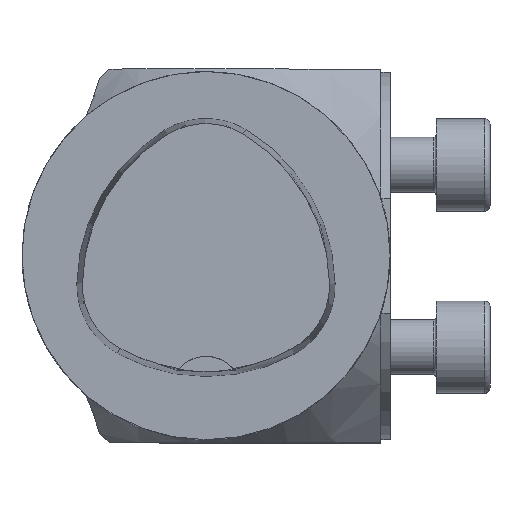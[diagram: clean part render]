
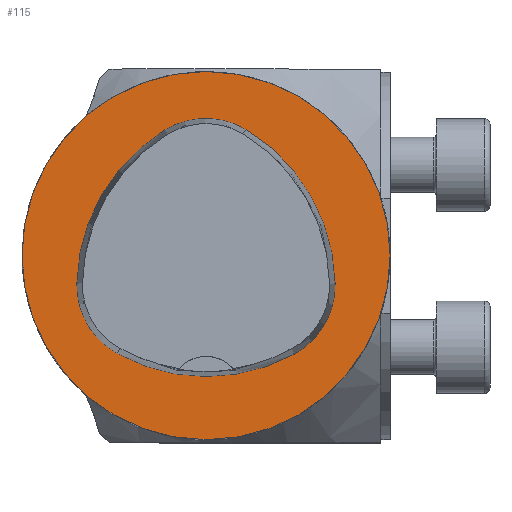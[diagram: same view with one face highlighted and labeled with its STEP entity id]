
A CAD part, top view. The second image highlights one B-rep face of the part: STEP entity #115.
In plain terms, the highlighted planar face has unit normal (0, 0, 1).
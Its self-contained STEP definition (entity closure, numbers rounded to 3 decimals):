
#51=PLANE('',#847);
#115=ADVANCED_FACE('',(#249,#250),#51,.T.);
#249=FACE_BOUND('',#307,.T.);
#250=FACE_BOUND('',#308,.T.);
#307=EDGE_LOOP('',(#421,#422,#423,#424,#425,#426));
#308=EDGE_LOOP('',(#427));
#421=ORIENTED_EDGE('',*,*,#672,.T.);
#422=ORIENTED_EDGE('',*,*,#652,.T.);
#423=ORIENTED_EDGE('',*,*,#656,.T.);
#424=ORIENTED_EDGE('',*,*,#659,.T.);
#425=ORIENTED_EDGE('',*,*,#662,.T.);
#426=ORIENTED_EDGE('',*,*,#670,.T.);
#427=ORIENTED_EDGE('',*,*,#645,.F.);
#572=VERTEX_POINT('',#1181);
#579=VERTEX_POINT('',#1222);
#580=VERTEX_POINT('',#1223);
#583=VERTEX_POINT('',#1231);
#585=VERTEX_POINT('',#1237);
#587=VERTEX_POINT('',#1243);
#594=VERTEX_POINT('',#1264);
#645=EDGE_CURVE('',#572,#572,#742,.T.);
#652=EDGE_CURVE('',#579,#580,#745,.T.);
#656=EDGE_CURVE('',#580,#583,#747,.T.);
#659=EDGE_CURVE('',#583,#585,#749,.T.);
#662=EDGE_CURVE('',#585,#587,#751,.T.);
#670=EDGE_CURVE('',#587,#594,#755,.T.);
#672=EDGE_CURVE('',#594,#579,#757,.T.);
#742=CIRCLE('',#821,20.);
#745=CIRCLE('',#825,20.);
#747=CIRCLE('',#828,8.5);
#749=CIRCLE('',#831,20.);
#751=CIRCLE('',#834,8.5);
#755=CIRCLE('',#839,20.);
#757=CIRCLE('',#842,8.5);
#821=AXIS2_PLACEMENT_3D('',#1180,#935,#936);
#825=AXIS2_PLACEMENT_3D('',#1221,#945,#946);
#828=AXIS2_PLACEMENT_3D('',#1230,#953,#954);
#831=AXIS2_PLACEMENT_3D('',#1236,#960,#961);
#834=AXIS2_PLACEMENT_3D('',#1242,#967,#968);
#839=AXIS2_PLACEMENT_3D('',#1265,#979,#980);
#842=AXIS2_PLACEMENT_3D('',#1268,#985,#986);
#847=AXIS2_PLACEMENT_3D('',#1273,#995,#996);
#935=DIRECTION('',(0.,0.,-1.));
#936=DIRECTION('',(-1.,0.,0.));
#945=DIRECTION('',(0.,0.,-1.));
#946=DIRECTION('',(-1.,0.,0.));
#953=DIRECTION('',(0.,0.,-1.));
#954=DIRECTION('',(-1.,0.,0.));
#960=DIRECTION('',(0.,0.,-1.));
#961=DIRECTION('',(-1.,0.,0.));
#967=DIRECTION('',(0.,0.,-1.));
#968=DIRECTION('',(-1.,0.,0.));
#979=DIRECTION('',(0.,0.,-1.));
#980=DIRECTION('',(-1.,0.,0.));
#985=DIRECTION('',(0.,0.,-1.));
#986=DIRECTION('',(-1.,0.,0.));
#995=DIRECTION('',(0.,0.,1.));
#996=DIRECTION('',(1.,0.,0.));
#1180=CARTESIAN_POINT('',(0.,0.,0.));
#1181=CARTESIAN_POINT('',(-20.,0.,0.));
#1221=CARTESIAN_POINT('',(5.955,-3.414,0.));
#1222=CARTESIAN_POINT('',(-14.041,-3.042,0.));
#1223=CARTESIAN_POINT('',(-4.472,13.653,0.));
#1230=CARTESIAN_POINT('',(-0.04,6.4,0.));
#1231=CARTESIAN_POINT('',(4.347,13.68,0.));
#1236=CARTESIAN_POINT('',(-5.976,-3.45,0.));
#1237=CARTESIAN_POINT('',(14.021,-3.075,0.));
#1242=CARTESIAN_POINT('',(5.522,-3.235,0.));
#1243=CARTESIAN_POINT('',(9.588,-10.699,0.));
#1264=CARTESIAN_POINT('',(-9.655,-10.639,0.));
#1265=CARTESIAN_POINT('',(0.022,6.864,0.));
#1268=CARTESIAN_POINT('',(-5.543,-3.2,0.));
#1273=CARTESIAN_POINT('',(0.,0.,0.));
